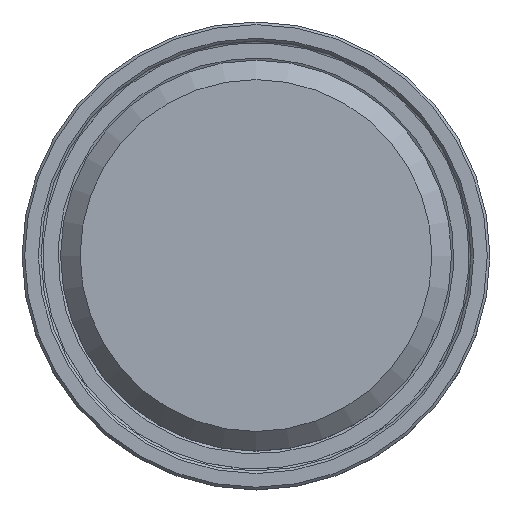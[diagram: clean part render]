
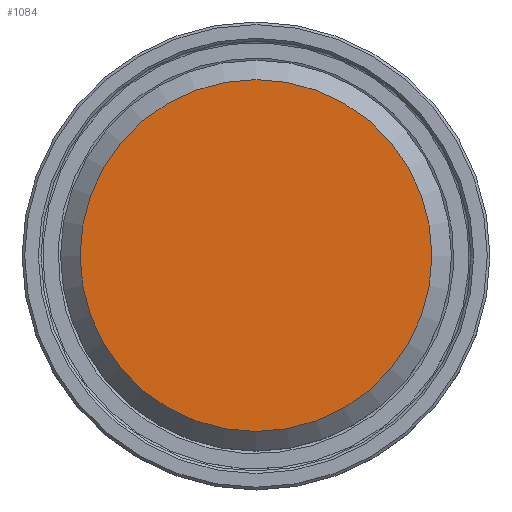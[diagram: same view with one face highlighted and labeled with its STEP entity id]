
A CAD part, top view. The second image highlights one B-rep face of the part: STEP entity #1084.
In plain terms, the highlighted planar face has unit normal (0, 0, 1).
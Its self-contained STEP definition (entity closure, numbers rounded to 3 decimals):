
#1044=CARTESIAN_POINT('',(13.5,0.,22.5));
#1045=VERTEX_POINT('',#1044);
#1046=CARTESIAN_POINT('',(0.0,0.0,22.5));
#1047=DIRECTION('',(0.0,0.0,-1.0));
#1048=DIRECTION('',(-1.0,0.0,0.0));
#1049=AXIS2_PLACEMENT_3D('',#1046,#1047,#1048);
#1050=CIRCLE('',#1049,13.5);
#1051=EDGE_CURVE('',#1045,#1045,#1050,.T.);
#1076=CARTESIAN_POINT('',(0.0,0.0,22.5));
#1077=DIRECTION('',(0.0,0.0,-1.0));
#1078=DIRECTION('',(-1.0,0.0,0.0));
#1079=AXIS2_PLACEMENT_3D('',#1076,#1077,#1078);
#1080=PLANE('',#1079);
#1081=ORIENTED_EDGE('',*,*,#1051,.F.);
#1082=EDGE_LOOP('',(#1081));
#1083=FACE_OUTER_BOUND('',#1082,.T.);
#1084=ADVANCED_FACE('',(#1083),#1080,.F.);
